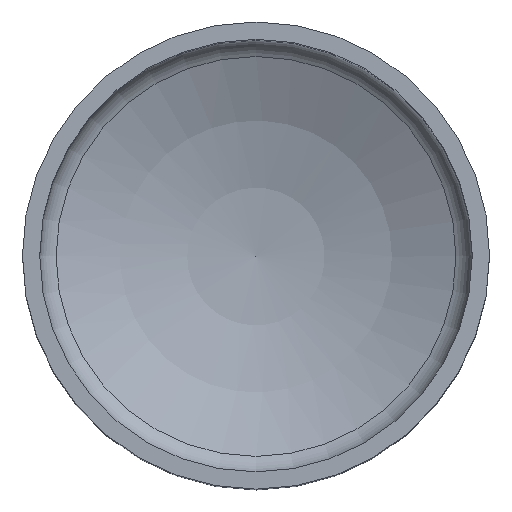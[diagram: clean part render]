
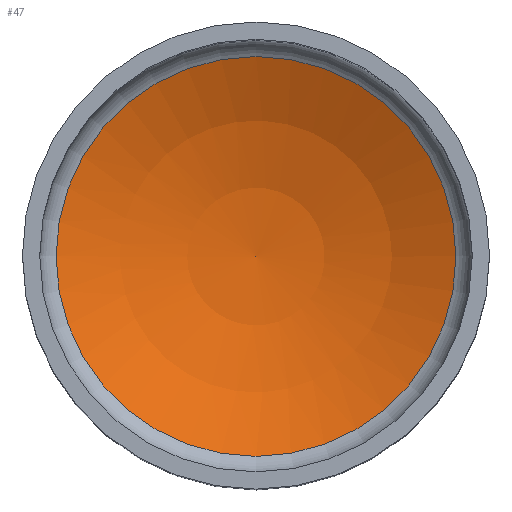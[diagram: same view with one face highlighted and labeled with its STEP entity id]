
A CAD part, top view. The second image highlights one B-rep face of the part: STEP entity #47.
In plain terms, the highlighted spherical face has radius 52 mm.
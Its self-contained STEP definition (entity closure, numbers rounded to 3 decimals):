
#47 = ADVANCED_FACE( '', ( #100 ), #101, .F. );
#100 = FACE_OUTER_BOUND( '', #157, .T. );
#101 = SPHERICAL_SURFACE( '', #158, 52. );
#157 = EDGE_LOOP( '', ( #218 ) );
#158 = AXIS2_PLACEMENT_3D( '', #219, #220, #221 );
#218 = ORIENTED_EDGE( '', *, *, #278, .F. );
#219 = CARTESIAN_POINT( '', ( 0., 0., 46.73 ) );
#220 = DIRECTION( '', ( 0., 0., -1. ) );
#221 = DIRECTION( '', ( -1., 0., 0. ) );
#278 = EDGE_CURVE( '', #312, #312, #313, .T. );
#312 = VERTEX_POINT( '', #349 );
#313 = CIRCLE( '', #350, 23.111 );
#349 = CARTESIAN_POINT( '', ( -23.111, 0., 0.148 ) );
#350 = AXIS2_PLACEMENT_3D( '', #389, #390, #391 );
#389 = CARTESIAN_POINT( '', ( 0., 0., 0.148 ) );
#390 = DIRECTION( '', ( 0., 0., -1. ) );
#391 = DIRECTION( '', ( -1., 0., 0. ) );
